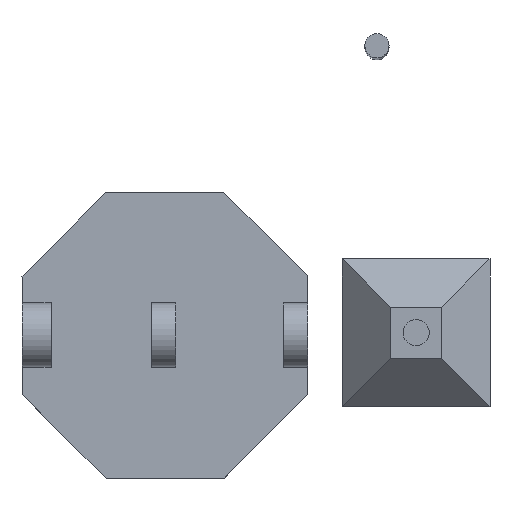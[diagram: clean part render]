
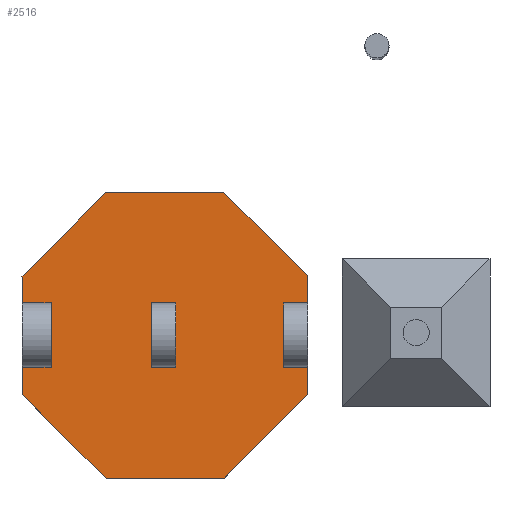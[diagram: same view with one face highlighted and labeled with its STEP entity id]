
A CAD part, top view. The second image highlights one B-rep face of the part: STEP entity #2516.
In plain terms, the highlighted planar face has unit normal (0, 0, 1).
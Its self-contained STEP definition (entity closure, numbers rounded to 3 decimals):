
#2208=CARTESIAN_POINT('',(146.24,-245.651,2.281));
#2209=VERTEX_POINT('',#2208);
#2217=CARTESIAN_POINT('',(146.24,-252.822,2.281));
#2218=VERTEX_POINT('',#2217);
#2219=CARTESIAN_POINT('',(146.24,-252.822,2.281));
#2220=CARTESIAN_POINT('',(146.237,-251.627,2.281));
#2221=CARTESIAN_POINT('',(146.234,-250.432,2.281));
#2222=CARTESIAN_POINT('',(146.234,-249.236,2.281));
#2223=CARTESIAN_POINT('',(146.234,-248.041,2.281));
#2224=CARTESIAN_POINT('',(146.237,-246.846,2.281));
#2225=CARTESIAN_POINT('',(146.24,-245.651,2.281));
#2226=B_SPLINE_CURVE_WITH_KNOTS('',3,(#2219,#2220,#2221,#2222,#2223,#2224,#2225),.UNSPECIFIED.,.F.,.F.,(4,3,4),(0.,0.004,0.007),.UNSPECIFIED.);
#2227=EDGE_CURVE('',#2218,#2209,#2226,.T.);
#2244=CARTESIAN_POINT('',(149.211,-252.822,2.281));
#2245=VERTEX_POINT('',#2244);
#2246=CARTESIAN_POINT('',(149.211,-252.822,2.281));
#2247=DIRECTION('',(-1.,0.,0.));
#2248=VECTOR('',#2247,2.971);
#2249=LINE('',#2246,#2248);
#2250=EDGE_CURVE('',#2245,#2218,#2249,.T.);
#2277=CARTESIAN_POINT('',(149.191,-245.651,2.281));
#2278=VERTEX_POINT('',#2277);
#2286=CARTESIAN_POINT('',(146.24,-245.651,2.281));
#2287=DIRECTION('',(1.,-0.,-0.));
#2288=VECTOR('',#2287,2.951);
#2289=LINE('',#2286,#2288);
#2290=EDGE_CURVE('',#2209,#2278,#2289,.T.);
#2352=CARTESIAN_POINT('',(0.,-498.569,2.281));
#2353=DIRECTION('',(0.,0.,-1.));
#2354=DIRECTION('',(1.,0.,0.));
#2355=AXIS2_PLACEMENT_3D('',#2352,#2353,#2354);
#2356=PLANE('',#2355);
#2357=CARTESIAN_POINT('',(132.94,-252.799,2.281));
#2358=VERTEX_POINT('',#2357);
#2359=CARTESIAN_POINT('',(132.94,-245.674,2.281));
#2360=VERTEX_POINT('',#2359);
#2361=CARTESIAN_POINT('',(132.94,-252.799,2.281));
#2362=CARTESIAN_POINT('',(132.937,-251.611,2.281));
#2363=CARTESIAN_POINT('',(132.934,-250.424,2.281));
#2364=CARTESIAN_POINT('',(132.934,-249.236,2.281));
#2365=CARTESIAN_POINT('',(132.934,-248.049,2.281));
#2366=CARTESIAN_POINT('',(132.937,-246.862,2.281));
#2367=CARTESIAN_POINT('',(132.94,-245.674,2.281));
#2368=B_SPLINE_CURVE_WITH_KNOTS('',3,(#2361,#2362,#2363,#2364,#2365,#2366,#2367),.UNSPECIFIED.,.F.,.F.,(4,3,4),(0.013,0.016,0.02),.UNSPECIFIED.);
#2369=EDGE_CURVE('',#2358,#2360,#2368,.T.);
#2370=ORIENTED_EDGE('',*,*,#2369,.F.);
#2371=CARTESIAN_POINT('',(129.969,-252.799,2.281));
#2372=VERTEX_POINT('',#2371);
#2373=CARTESIAN_POINT('',(129.969,-252.799,2.281));
#2374=DIRECTION('',(1.,-0.,-0.));
#2375=VECTOR('',#2374,2.972);
#2376=LINE('',#2373,#2375);
#2377=EDGE_CURVE('',#2372,#2358,#2376,.T.);
#2378=ORIENTED_EDGE('',*,*,#2377,.F.);
#2379=CARTESIAN_POINT('',(129.969,-245.674,2.281));
#2380=VERTEX_POINT('',#2379);
#2381=CARTESIAN_POINT('',(129.969,-245.674,2.281));
#2382=CARTESIAN_POINT('',(129.966,-246.862,2.281));
#2383=CARTESIAN_POINT('',(129.962,-248.049,2.281));
#2384=CARTESIAN_POINT('',(129.962,-249.236,2.281));
#2385=CARTESIAN_POINT('',(129.962,-250.424,2.281));
#2386=CARTESIAN_POINT('',(129.966,-251.611,2.281));
#2387=CARTESIAN_POINT('',(129.969,-252.799,2.281));
#2388=B_SPLINE_CURVE_WITH_KNOTS('',3,(#2381,#2382,#2383,#2384,#2385,#2386,#2387),.UNSPECIFIED.,.F.,.F.,(4,3,4),(0.013,0.016,0.02),.UNSPECIFIED.);
#2389=EDGE_CURVE('',#2380,#2372,#2388,.T.);
#2390=ORIENTED_EDGE('',*,*,#2389,.F.);
#2391=CARTESIAN_POINT('',(132.94,-245.674,2.281));
#2392=DIRECTION('',(-1.,0.,0.));
#2393=VECTOR('',#2392,2.972);
#2394=LINE('',#2391,#2393);
#2395=EDGE_CURVE('',#2360,#2380,#2394,.T.);
#2396=ORIENTED_EDGE('',*,*,#2395,.F.);
#2397=EDGE_LOOP('',(#2370,#2378,#2390,#2396));
#2398=FACE_BOUND('',#2397,.T.);
#2399=ORIENTED_EDGE('',*,*,#2227,.T.);
#2400=ORIENTED_EDGE('',*,*,#2290,.T.);
#2401=CARTESIAN_POINT('',(149.181,-241.946,2.281));
#2402=VERTEX_POINT('',#2401);
#2403=CARTESIAN_POINT('',(149.191,-245.651,2.281));
#2404=DIRECTION('',(-0.003,1.,0.));
#2405=VECTOR('',#2404,3.704);
#2406=LINE('',#2403,#2405);
#2407=EDGE_CURVE('',#2278,#2402,#2406,.T.);
#2408=ORIENTED_EDGE('',*,*,#2407,.T.);
#2409=CARTESIAN_POINT('',(138.843,-231.665,2.281));
#2410=VERTEX_POINT('',#2409);
#2411=CARTESIAN_POINT('',(138.843,-231.665,2.281));
#2412=DIRECTION('',(0.709,-0.705,-0.));
#2413=VECTOR('',#2412,14.58);
#2414=LINE('',#2411,#2413);
#2415=EDGE_CURVE('',#2410,#2402,#2414,.T.);
#2416=ORIENTED_EDGE('',*,*,#2415,.F.);
#2417=CARTESIAN_POINT('',(124.263,-231.705,2.281));
#2418=VERTEX_POINT('',#2417);
#2419=CARTESIAN_POINT('',(124.263,-231.705,2.281));
#2420=DIRECTION('',(1.,0.003,0.));
#2421=VECTOR('',#2420,14.58);
#2422=LINE('',#2419,#2421);
#2423=EDGE_CURVE('',#2418,#2410,#2422,.T.);
#2424=ORIENTED_EDGE('',*,*,#2423,.F.);
#2425=CARTESIAN_POINT('',(113.982,-242.043,2.281));
#2426=VERTEX_POINT('',#2425);
#2427=CARTESIAN_POINT('',(113.982,-242.043,2.281));
#2428=DIRECTION('',(0.705,0.709,0.));
#2429=VECTOR('',#2428,14.58);
#2430=LINE('',#2427,#2429);
#2431=EDGE_CURVE('',#2426,#2418,#2430,.T.);
#2432=ORIENTED_EDGE('',*,*,#2431,.F.);
#2433=CARTESIAN_POINT('',(114.022,-256.623,2.281));
#2434=VERTEX_POINT('',#2433);
#2435=CARTESIAN_POINT('',(114.022,-256.623,2.281));
#2436=DIRECTION('',(-0.003,1.,0.));
#2437=VECTOR('',#2436,14.58);
#2438=LINE('',#2435,#2437);
#2439=EDGE_CURVE('',#2434,#2426,#2438,.T.);
#2440=ORIENTED_EDGE('',*,*,#2439,.F.);
#2441=CARTESIAN_POINT('',(124.36,-266.905,2.281));
#2442=VERTEX_POINT('',#2441);
#2443=CARTESIAN_POINT('',(124.36,-266.905,2.281));
#2444=DIRECTION('',(-0.709,0.705,0.));
#2445=VECTOR('',#2444,14.58);
#2446=LINE('',#2443,#2445);
#2447=EDGE_CURVE('',#2442,#2434,#2446,.T.);
#2448=ORIENTED_EDGE('',*,*,#2447,.F.);
#2449=CARTESIAN_POINT('',(138.94,-266.865,2.281));
#2450=VERTEX_POINT('',#2449);
#2451=CARTESIAN_POINT('',(138.94,-266.865,2.281));
#2452=DIRECTION('',(-1.,-0.003,-0.));
#2453=VECTOR('',#2452,14.58);
#2454=LINE('',#2451,#2453);
#2455=EDGE_CURVE('',#2450,#2442,#2454,.T.);
#2456=ORIENTED_EDGE('',*,*,#2455,.F.);
#2457=CARTESIAN_POINT('',(149.221,-256.527,2.281));
#2458=VERTEX_POINT('',#2457);
#2459=CARTESIAN_POINT('',(149.221,-256.527,2.281));
#2460=DIRECTION('',(-0.705,-0.709,-0.));
#2461=VECTOR('',#2460,14.58);
#2462=LINE('',#2459,#2461);
#2463=EDGE_CURVE('',#2458,#2450,#2462,.T.);
#2464=ORIENTED_EDGE('',*,*,#2463,.F.);
#2465=CARTESIAN_POINT('',(149.221,-256.527,2.281));
#2466=DIRECTION('',(-0.003,1.,0.));
#2467=VECTOR('',#2466,3.704);
#2468=LINE('',#2465,#2467);
#2469=EDGE_CURVE('',#2458,#2245,#2468,.T.);
#2470=ORIENTED_EDGE('',*,*,#2469,.T.);
#2471=ORIENTED_EDGE('',*,*,#2250,.T.);
#2472=EDGE_LOOP('',(#2399,#2400,#2408,#2416,#2424,#2432,#2440,#2448,#2456,#2464,#2470,#2471));
#2473=FACE_BOUND('',#2472,.T.);
#2474=CARTESIAN_POINT('',(117.582,-245.674,2.281));
#2475=VERTEX_POINT('',#2474);
#2476=CARTESIAN_POINT('',(117.582,-252.799,2.281));
#2477=VERTEX_POINT('',#2476);
#2478=CARTESIAN_POINT('',(117.582,-245.674,2.281));
#2479=CARTESIAN_POINT('',(117.579,-246.862,2.281));
#2480=CARTESIAN_POINT('',(117.576,-248.049,2.281));
#2481=CARTESIAN_POINT('',(117.576,-249.236,2.281));
#2482=CARTESIAN_POINT('',(117.576,-250.424,2.281));
#2483=CARTESIAN_POINT('',(117.579,-251.611,2.281));
#2484=CARTESIAN_POINT('',(117.582,-252.799,2.281));
#2485=B_SPLINE_CURVE_WITH_KNOTS('',3,(#2478,#2479,#2480,#2481,#2482,#2483,#2484),.UNSPECIFIED.,.F.,.F.,(4,3,4),(0.,0.004,0.007),.UNSPECIFIED.);
#2486=EDGE_CURVE('',#2475,#2477,#2485,.T.);
#2487=ORIENTED_EDGE('',*,*,#2486,.T.);
#2488=CARTESIAN_POINT('',(114.015,-252.799,2.281));
#2489=VERTEX_POINT('',#2488);
#2490=CARTESIAN_POINT('',(117.582,-252.799,2.281));
#2491=DIRECTION('',(-1.,0.,0.));
#2492=VECTOR('',#2491,3.567);
#2493=LINE('',#2490,#2492);
#2494=EDGE_CURVE('',#2477,#2489,#2493,.T.);
#2495=ORIENTED_EDGE('',*,*,#2494,.T.);
#2496=CARTESIAN_POINT('',(114.015,-245.674,2.281));
#2497=VERTEX_POINT('',#2496);
#2498=CARTESIAN_POINT('',(114.015,-252.799,2.281));
#2499=CARTESIAN_POINT('',(114.012,-251.611,2.281));
#2500=CARTESIAN_POINT('',(114.008,-250.424,2.281));
#2501=CARTESIAN_POINT('',(114.008,-249.236,2.281));
#2502=CARTESIAN_POINT('',(114.008,-248.049,2.281));
#2503=CARTESIAN_POINT('',(114.012,-246.862,2.281));
#2504=CARTESIAN_POINT('',(114.015,-245.674,2.281));
#2505=B_SPLINE_CURVE_WITH_KNOTS('',3,(#2498,#2499,#2500,#2501,#2502,#2503,#2504),.UNSPECIFIED.,.F.,.F.,(4,3,4),(0.004,0.007,0.011),.UNSPECIFIED.);
#2506=EDGE_CURVE('',#2489,#2497,#2505,.T.);
#2507=ORIENTED_EDGE('',*,*,#2506,.T.);
#2508=CARTESIAN_POINT('',(114.015,-245.674,2.281));
#2509=DIRECTION('',(1.,-0.,-0.));
#2510=VECTOR('',#2509,3.567);
#2511=LINE('',#2508,#2510);
#2512=EDGE_CURVE('',#2497,#2475,#2511,.T.);
#2513=ORIENTED_EDGE('',*,*,#2512,.T.);
#2514=EDGE_LOOP('',(#2487,#2495,#2507,#2513));
#2515=FACE_BOUND('',#2514,.T.);
#2516=ADVANCED_FACE('',(#2398,#2473,#2515),#2356,.F.);
